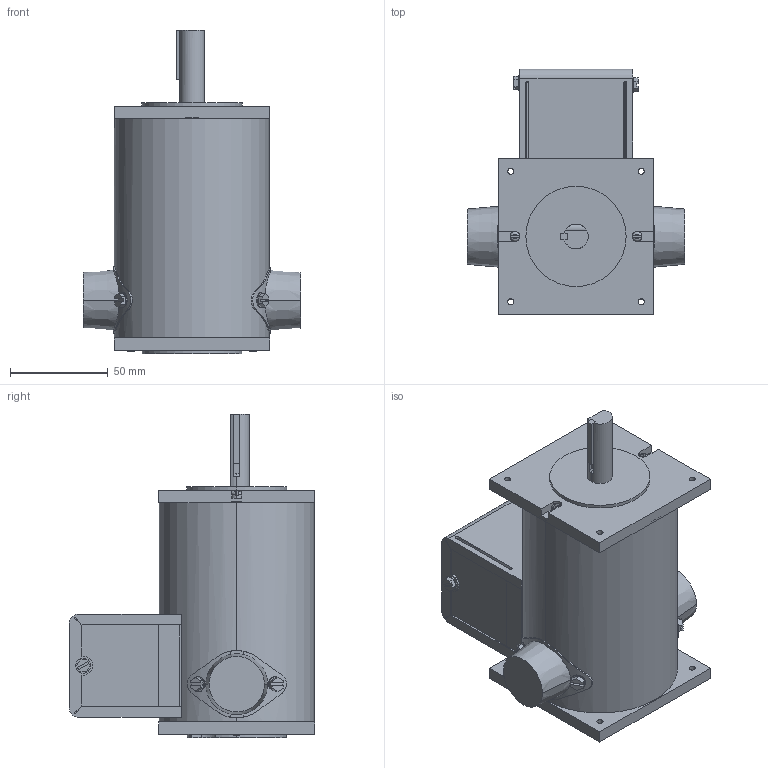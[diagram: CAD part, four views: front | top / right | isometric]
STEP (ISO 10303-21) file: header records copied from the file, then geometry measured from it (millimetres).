
FILE_DESCRIPTION (( 'STEP AP214' ), '1' );
FILE_NAME ('MTPM-P17-1JK43.STEP', '2018-06-13T21:05:24', ( '' ), ( '' ), 'SwSTEP 2.0', 'SolidWorks 2017', '' );
FILE_SCHEMA (( 'AUTOMOTIVE_DESIGN' ));
Length unit declared in the file: inch
Products named in the file (1): MTPM-P17-1JK43
Bounding box: 111.51 x 125.57 x 165.62 mm (x, y, z)
Volume: 198732.8 mm3; surface area: 149546.1 mm2
Topology: 28 solids, 28 shells, 410 faces, 1020 edges, 679 vertices
Faces by surface type: plane 271, cylinder 114, cone 14, torus 6, bspline 5
Entity records: 16689 total; most frequent: CARTESIAN_POINT 3260, ORIENTED_EDGE 2040, DIRECTION 1985, EDGE_CURVE 1020, LINE 695, VECTOR 695, VERTEX_POINT 679, AXIS2_PLACEMENT_3D 645
